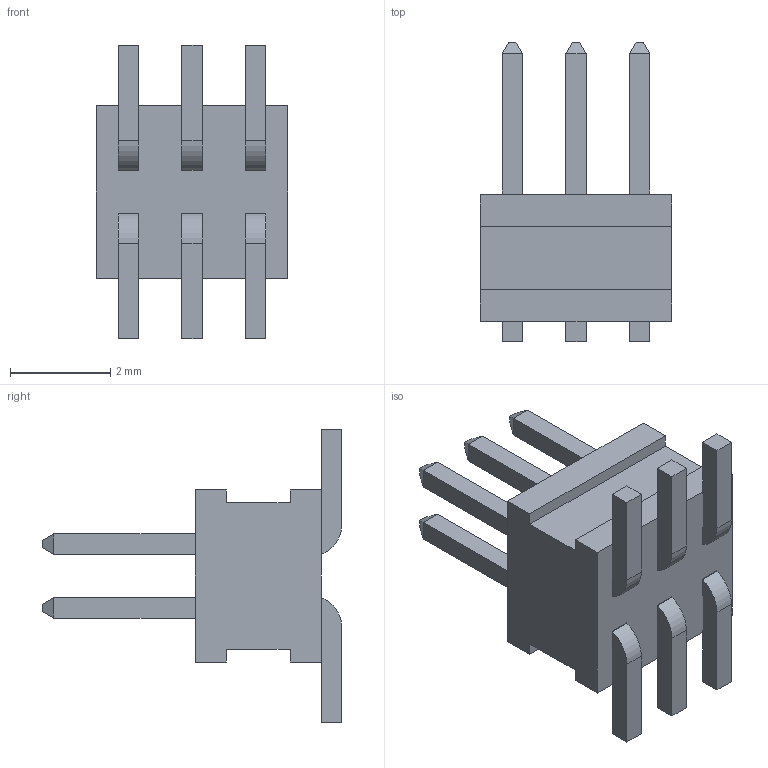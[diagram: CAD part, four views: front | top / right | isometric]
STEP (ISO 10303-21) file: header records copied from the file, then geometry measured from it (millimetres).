
FILE_DESCRIPTION( ( 'STEP AP203' ), '1' );
FILE_NAME( 'FTSH-103-01-F-DV.stp', '2020-04-03T12:56:59', ( 'License CC BY-ND 4.0' ), ( 'CADENAS' ), ' ', 'PARTsolutions', ' ' );
FILE_SCHEMA( ( 'CONFIG_CONTROL_DESIGN' ) );
Length unit declared in the file: inch
Products named in the file (4): FTSH-103-01-F-DV; _FTSH-103-01-F-DV_body; _FTSH-103-01-F-DV_pins1; _FTSH-103-01-F-DV_pins2
Assembly tree (3 placements, depth 2):
  FTSH-103-01-F-DV
    _FTSH-103-01-F-DV_body
    _FTSH-103-01-F-DV_pins1
    _FTSH-103-01-F-DV_pins2
Bounding box: 3.81 x 5.97 x 5.84 mm (x, y, z)
Volume: 41.6 mm3; surface area: 179.1 mm2
Topology: 3 solids, 3 shells, 136 faces, 366 edges, 236 vertices
Faces by surface type: plane 130, cylinder 6
Entity records: 4311 total; most frequent: CARTESIAN_POINT 742, ORIENTED_EDGE 732, DIRECTION 658, EDGE_CURVE 366, LINE 354, VECTOR 354, VERTEX_POINT 236, AXIS2_PLACEMENT_3D 152
